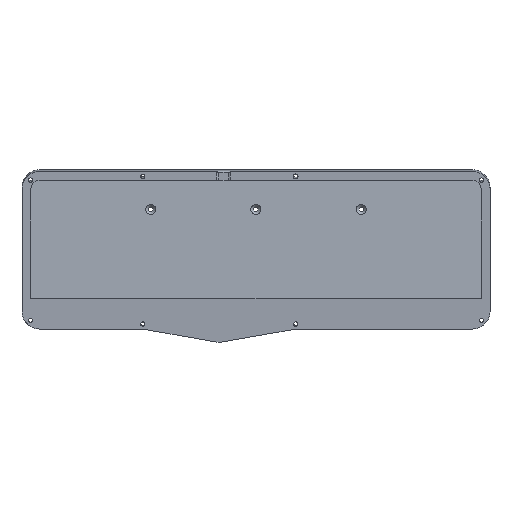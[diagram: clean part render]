
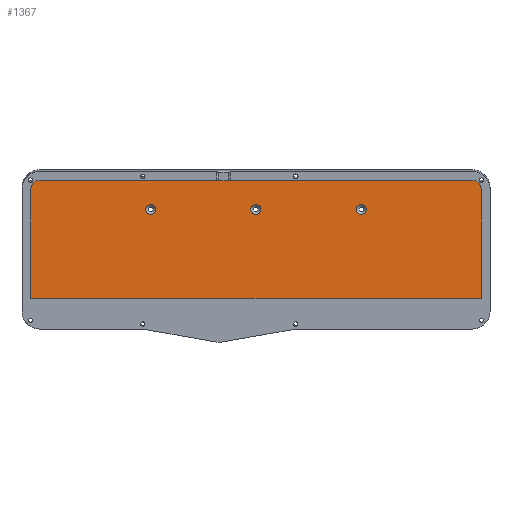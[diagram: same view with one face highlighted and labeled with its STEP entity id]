
A CAD part, top view. The second image highlights one B-rep face of the part: STEP entity #1367.
In plain terms, the highlighted planar face has unit normal (0, 0, 1).
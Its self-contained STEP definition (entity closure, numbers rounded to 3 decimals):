
#33=ELLIPSE('',#1548,6.776,6.75);
#34=ELLIPSE('',#1549,6.776,6.75);
#59=FACE_BOUND('',#495,.T.);
#60=FACE_BOUND('',#496,.T.);
#61=FACE_BOUND('',#497,.T.);
#177=LINE('',#2339,#269);
#191=LINE('',#2378,#283);
#192=LINE('',#2382,#284);
#193=LINE('',#2385,#285);
#269=VECTOR('',#1912,10.);
#283=VECTOR('',#1946,10.);
#284=VECTOR('',#1949,10.);
#285=VECTOR('',#1952,10.);
#326=PLANE('',#1547);
#397=FACE_OUTER_BOUND('',#494,.T.);
#494=EDGE_LOOP('',(#1188,#1189,#1190,#1191,#1192,#1193));
#495=EDGE_LOOP('',(#1194,#1195));
#496=EDGE_LOOP('',(#1196,#1197));
#497=EDGE_LOOP('',(#1198,#1199));
#542=CIRCLE('',#1425,4.05);
#543=CIRCLE('',#1426,4.05);
#547=CIRCLE('',#1432,4.05);
#548=CIRCLE('',#1433,4.05);
#552=CIRCLE('',#1439,4.05);
#553=CIRCLE('',#1440,4.05);
#620=VERTEX_POINT('',#2086);
#621=VERTEX_POINT('',#2087);
#625=VERTEX_POINT('',#2100);
#626=VERTEX_POINT('',#2101);
#630=VERTEX_POINT('',#2114);
#631=VERTEX_POINT('',#2115);
#704=VERTEX_POINT('',#2336);
#705=VERTEX_POINT('',#2338);
#720=VERTEX_POINT('',#2377);
#721=VERTEX_POINT('',#2379);
#722=VERTEX_POINT('',#2381);
#723=VERTEX_POINT('',#2383);
#756=EDGE_CURVE('',#620,#621,#542,.T.);
#757=EDGE_CURVE('',#621,#620,#543,.T.);
#763=EDGE_CURVE('',#625,#626,#547,.T.);
#764=EDGE_CURVE('',#626,#625,#548,.T.);
#770=EDGE_CURVE('',#630,#631,#552,.T.);
#771=EDGE_CURVE('',#631,#630,#553,.T.);
#875=EDGE_CURVE('',#704,#705,#177,.T.);
#896=EDGE_CURVE('',#704,#720,#191,.T.);
#897=EDGE_CURVE('',#720,#721,#33,.T.);
#898=EDGE_CURVE('',#721,#722,#192,.T.);
#899=EDGE_CURVE('',#722,#723,#34,.T.);
#900=EDGE_CURVE('',#723,#705,#193,.T.);
#1188=ORIENTED_EDGE('',*,*,#875,.F.);
#1189=ORIENTED_EDGE('',*,*,#896,.T.);
#1190=ORIENTED_EDGE('',*,*,#897,.T.);
#1191=ORIENTED_EDGE('',*,*,#898,.T.);
#1192=ORIENTED_EDGE('',*,*,#899,.T.);
#1193=ORIENTED_EDGE('',*,*,#900,.T.);
#1194=ORIENTED_EDGE('',*,*,#756,.T.);
#1195=ORIENTED_EDGE('',*,*,#757,.T.);
#1196=ORIENTED_EDGE('',*,*,#763,.T.);
#1197=ORIENTED_EDGE('',*,*,#764,.T.);
#1198=ORIENTED_EDGE('',*,*,#770,.T.);
#1199=ORIENTED_EDGE('',*,*,#771,.T.);
#1367=ADVANCED_FACE('',(#397,#59,#60,#61),#326,.T.);
#1425=AXIS2_PLACEMENT_3D('',#2088,#1638,#1639);
#1426=AXIS2_PLACEMENT_3D('',#2089,#1640,#1641);
#1432=AXIS2_PLACEMENT_3D('',#2102,#1654,#1655);
#1433=AXIS2_PLACEMENT_3D('',#2103,#1656,#1657);
#1439=AXIS2_PLACEMENT_3D('',#2116,#1670,#1671);
#1440=AXIS2_PLACEMENT_3D('',#2117,#1672,#1673);
#1547=AXIS2_PLACEMENT_3D('',#2376,#1944,#1945);
#1548=AXIS2_PLACEMENT_3D('',#2380,#1947,#1948);
#1549=AXIS2_PLACEMENT_3D('',#2384,#1950,#1951);
#1638=DIRECTION('center_axis',(0.,0.,-1.));
#1639=DIRECTION('ref_axis',(1.,0.,0.));
#1640=DIRECTION('center_axis',(0.,0.,-1.));
#1641=DIRECTION('ref_axis',(1.,0.,0.));
#1654=DIRECTION('center_axis',(0.,0.,-1.));
#1655=DIRECTION('ref_axis',(1.,0.,0.));
#1656=DIRECTION('center_axis',(0.,0.,-1.));
#1657=DIRECTION('ref_axis',(1.,0.,0.));
#1670=DIRECTION('center_axis',(0.,0.,-1.));
#1671=DIRECTION('ref_axis',(1.,0.,0.));
#1672=DIRECTION('center_axis',(0.,0.,-1.));
#1673=DIRECTION('ref_axis',(1.,0.,0.));
#1912=DIRECTION('',(-1.,0.,0.));
#1944=DIRECTION('center_axis',(0.,0.,1.));
#1945=DIRECTION('ref_axis',(0.,1.,0.));
#1946=DIRECTION('',(0.,1.,0.));
#1947=DIRECTION('center_axis',(0.,0.,1.));
#1948=DIRECTION('ref_axis',(0.,1.,0.));
#1949=DIRECTION('',(-1.,0.,0.));
#1950=DIRECTION('center_axis',(0.,0.,1.));
#1951=DIRECTION('ref_axis',(0.,1.,0.));
#1952=DIRECTION('',(0.,-1.,0.));
#2086=CARTESIAN_POINT('',(181.422,93.673,-8.543));
#2087=CARTESIAN_POINT('',(173.322,93.673,-8.543));
#2088=CARTESIAN_POINT('Origin',(177.372,93.673,-8.543));
#2089=CARTESIAN_POINT('Origin',(177.372,93.673,-8.543));
#2100=CARTESIAN_POINT('',(96.301,93.673,-8.543));
#2101=CARTESIAN_POINT('',(88.201,93.673,-8.543));
#2102=CARTESIAN_POINT('Origin',(92.251,93.673,-8.543));
#2103=CARTESIAN_POINT('Origin',(92.251,93.673,-8.543));
#2114=CARTESIAN_POINT('',(266.794,93.673,-8.543));
#2115=CARTESIAN_POINT('',(258.694,93.673,-8.543));
#2116=CARTESIAN_POINT('Origin',(262.744,93.673,-8.543));
#2117=CARTESIAN_POINT('Origin',(262.744,93.673,-8.543));
#2336=CARTESIAN_POINT('',(359.744,21.454,-8.543));
#2338=CARTESIAN_POINT('',(-4.749,21.454,-8.543));
#2339=CARTESIAN_POINT('',(272.246,21.454,-8.543));
#2376=CARTESIAN_POINT('Origin',(366.994,-13.239,-8.543));
#2377=CARTESIAN_POINT('',(359.744,111.114,-8.543));
#2378=CARTESIAN_POINT('',(359.744,48.597,-8.543));
#2379=CARTESIAN_POINT('',(352.994,117.889,-8.543));
#2380=CARTESIAN_POINT('Origin',(352.994,111.114,-8.543));
#2381=CARTESIAN_POINT('',(2.001,117.889,-8.543));
#2382=CARTESIAN_POINT('',(184.497,117.889,-8.543));
#2383=CARTESIAN_POINT('',(-4.749,111.114,-8.543));
#2384=CARTESIAN_POINT('Origin',(2.001,111.114,-8.543));
#2385=CARTESIAN_POINT('',(-4.749,-1.225,-8.543));
